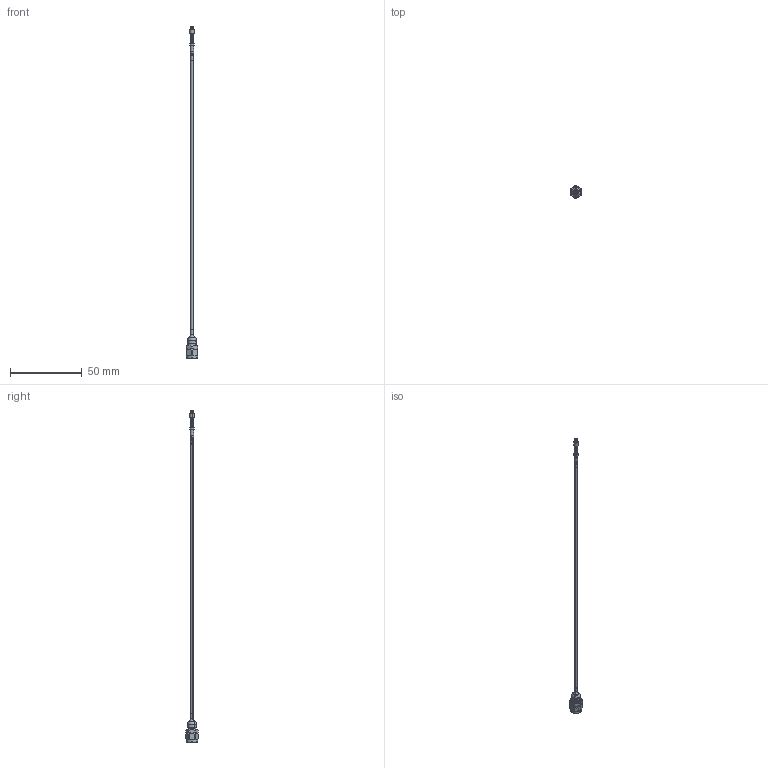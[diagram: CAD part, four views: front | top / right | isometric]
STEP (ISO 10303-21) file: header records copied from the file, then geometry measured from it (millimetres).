
FILE_DESCRIPTION (( 'STEP AP214' ), '1' );
FILE_NAME ('FMCA100375_3D.step', '2025-08-08T16:27:47', ( '' ), ( '' ), 'SwSTEP 2.0', 'SolidWorks 2022', '' );
FILE_SCHEMA (( 'AUTOMOTIVE_DESIGN' ));
Length unit declared in the file: inch
Products named in the file (10): FMCA100375_3D; SMPS Female VITA 67.3 Backplane Contact for .047 Cable(002-SD3H0N-NS)2.stp; CA-PE-P047_2_Heatshrink_LONG; FMCN1427; FM-P047HF; FMCN49829; SMPS Female VITA 67.3 Backplane Contact for .047 Cable(002-SD3H0N-NS)3.stp; CA-PE-P047_5_Heatshrink_tapered; SMPS Female VITA 67.3 Backplane Contact for .047 Cable(002-SD3H0N-NS).stp; SMPS Female VITA 67.3 Backplane Contact for .047 Cable(002-SD3H0N-NS)1.stp
Assembly tree (9 placements, depth 4):
  FMCA100375_3D
    FM-P047HF
    CA-PE-P047_2_Heatshrink_LONG
    FMCN49829
      SMPS Female VITA 67.3 Backplane Contact for .047 Cable(002-SD3H0N-NS).stp
        SMPS Female VITA 67.3 Backplane Contact for .047 Cable(002-SD3H0N-NS)1.stp
        SMPS Female VITA 67.3 Backplane Contact for .047 Cable(002-SD3H0N-NS)2.stp
        SMPS Female VITA 67.3 Backplane Contact for .047 Cable(002-SD3H0N-NS)3.stp
    CA-PE-P047_5_Heatshrink_tapered
    FMCN1427
Bounding box: 7.92 x 8.88 x 230.81 mm (x, y, z)
Volume: 850.4 mm3; surface area: 2245.4 mm2
Topology: 9 solids, 10 shells, 324 faces, 787 edges, 503 vertices
Faces by surface type: cylinder 128, plane 95, cone 50, torus 38, bspline 13
Entity records: 16168 total; most frequent: CARTESIAN_POINT 7714, DIRECTION 1624, ORIENTED_EDGE 1574, EDGE_CURVE 787, AXIS2_PLACEMENT_3D 677, VERTEX_POINT 503, EDGE_LOOP 360, CIRCLE 352
